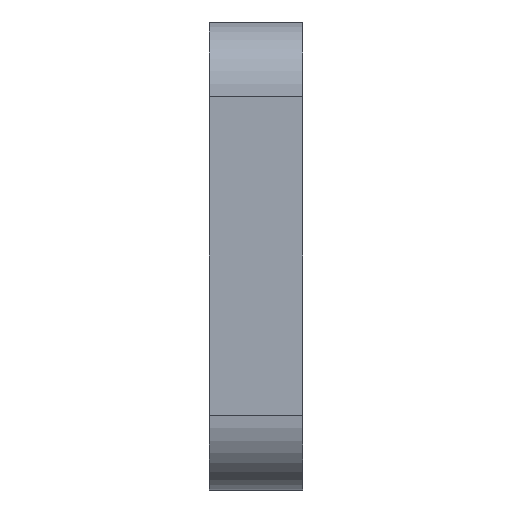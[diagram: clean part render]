
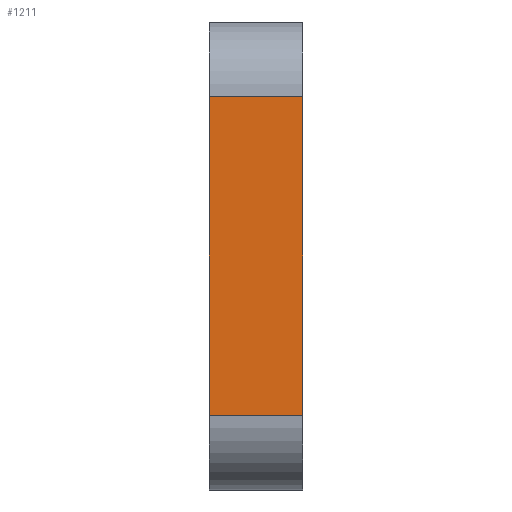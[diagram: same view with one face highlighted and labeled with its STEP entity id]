
A CAD part, left-side view. The second image highlights one B-rep face of the part: STEP entity #1211.
In plain terms, the highlighted planar face has unit normal (-1, 0, 0).
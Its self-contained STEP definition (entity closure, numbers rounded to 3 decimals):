
#58 = ORIENTED_EDGE ( 'NONE', *, *, #758, .T. ) ;
#93 = VECTOR ( 'NONE', #418, 1000. ) ;
#153 = LINE ( 'NONE', #1179, #1191 ) ;
#192 = PLANE ( 'NONE',  #892 ) ;
#200 = VERTEX_POINT ( 'NONE', #1490 ) ;
#291 = EDGE_CURVE ( 'NONE', #920, #1359, #1305, .T. ) ;
#309 = LINE ( 'NONE', #315, #1136 ) ;
#311 = ORIENTED_EDGE ( 'NONE', *, *, #291, .T. ) ;
#315 = CARTESIAN_POINT ( 'NONE',  ( -50., 2.5, -8.5 ) ) ;
#395 = DIRECTION ( 'NONE',  ( 0., 0., 1. ) ) ;
#414 = CARTESIAN_POINT ( 'NONE',  ( -50., 2.5, 12.5 ) ) ;
#418 = DIRECTION ( 'NONE',  ( 0., 1., 0. ) ) ;
#425 = CARTESIAN_POINT ( 'NONE',  ( -50., -2.5, -8.5 ) ) ;
#501 = LINE ( 'NONE', #1513, #1020 ) ;
#533 = DIRECTION ( 'NONE',  ( 0., 0., 1. ) ) ;
#594 = EDGE_LOOP ( 'NONE', ( #1437, #311, #1569, #58 ) ) ;
#604 = EDGE_CURVE ( 'NONE', #1027, #920, #153, .T. ) ;
#705 = CARTESIAN_POINT ( 'NONE',  ( -50., 2.5, 8.5 ) ) ;
#758 = EDGE_CURVE ( 'NONE', #200, #1027, #309, .T. ) ;
#819 = DIRECTION ( 'NONE',  ( 0., -1., 0. ) ) ;
#892 = AXIS2_PLACEMENT_3D ( 'NONE', #414, #1308, #1073 ) ;
#920 = VERTEX_POINT ( 'NONE', #1093 ) ;
#1020 = VECTOR ( 'NONE', #395, 1000. ) ;
#1027 = VERTEX_POINT ( 'NONE', #425 ) ;
#1073 = DIRECTION ( 'NONE',  ( 0., 0., -1. ) ) ;
#1093 = CARTESIAN_POINT ( 'NONE',  ( -50., -2.5, 8.5 ) ) ;
#1136 = VECTOR ( 'NONE', #819, 1000. ) ;
#1174 = CARTESIAN_POINT ( 'NONE',  ( -50., 2.5, 8.5 ) ) ;
#1179 = CARTESIAN_POINT ( 'NONE',  ( -50., -2.5, 12.5 ) ) ;
#1191 = VECTOR ( 'NONE', #533, 1000. ) ;
#1211 = ADVANCED_FACE ( 'NONE', ( #1550 ), #192, .F. ) ;
#1305 = LINE ( 'NONE', #1174, #93 ) ;
#1308 = DIRECTION ( 'NONE',  ( 1., 0., 0. ) ) ;
#1359 = VERTEX_POINT ( 'NONE', #705 ) ;
#1437 = ORIENTED_EDGE ( 'NONE', *, *, #604, .T. ) ;
#1490 = CARTESIAN_POINT ( 'NONE',  ( -50., 2.5, -8.5 ) ) ;
#1513 = CARTESIAN_POINT ( 'NONE',  ( -50., 2.5, 12.5 ) ) ;
#1550 = FACE_OUTER_BOUND ( 'NONE', #594, .T. ) ;
#1569 = ORIENTED_EDGE ( 'NONE', *, *, #1605, .F. ) ;
#1605 = EDGE_CURVE ( 'NONE', #200, #1359, #501, .T. ) ;
